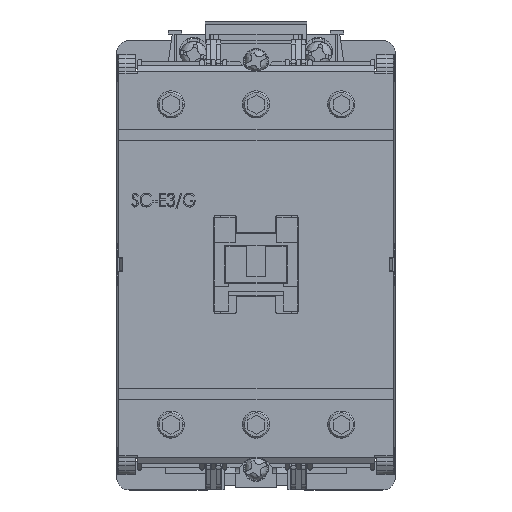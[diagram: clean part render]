
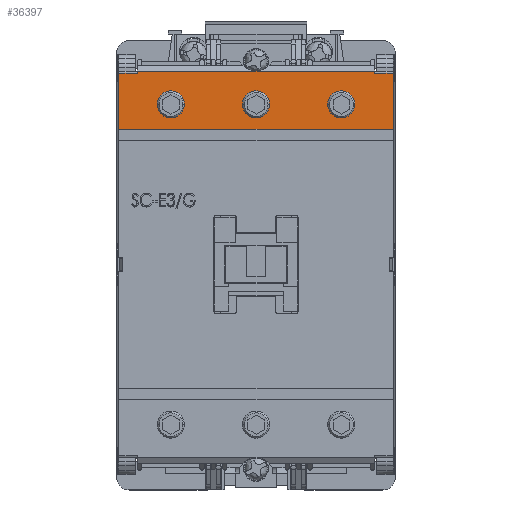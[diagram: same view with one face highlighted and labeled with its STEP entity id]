
A CAD part, top view. The second image highlights one B-rep face of the part: STEP entity #36397.
In plain terms, the highlighted planar face has unit normal (0, 0, 1).
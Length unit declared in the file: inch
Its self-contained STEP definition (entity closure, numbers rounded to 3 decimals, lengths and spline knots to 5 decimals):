
#450 = ORIENTED_EDGE ( 'NONE', *, *, #42325, .T. ) ;
#4755 = VERTEX_POINT ( 'NONE', #10985 ) ;
#5931 = CARTESIAN_POINT ( 'NONE',  ( 1.29921, 1.81102, 4.92126 ) ) ;
#6829 = DIRECTION ( 'NONE',  ( 1., 0., 0. ) ) ;
#8703 = CARTESIAN_POINT ( 'NONE',  ( 0.12795, 1.51575, 4.92126 ) ) ;
#8754 = AXIS2_PLACEMENT_3D ( 'NONE', #43139, #129728, #55584 ) ;
#10985 = CARTESIAN_POINT ( 'NONE',  ( 0.93504, 1.51575, 4.92126 ) ) ;
#13327 = FACE_OUTER_BOUND ( 'NONE', #76242, .T. ) ;
#16731 = CARTESIAN_POINT ( 'NONE',  ( -1.29921, 1.83071, 4.92126 ) ) ;
#17132 = CARTESIAN_POINT ( 'NONE',  ( -0.67913, 1.51575, 4.92126 ) ) ;
#17578 = ORIENTED_EDGE ( 'NONE', *, *, #43051, .T. ) ;
#18618 = ORIENTED_EDGE ( 'NONE', *, *, #64029, .T. ) ;
#20528 = DIRECTION ( 'NONE',  ( -1., 0., 0. ) ) ;
#20816 = CARTESIAN_POINT ( 'NONE',  ( 1.12205, 0., 4.92126 ) ) ;
#22364 = EDGE_CURVE ( 'NONE', #47016, #85885, #149748, .T. ) ;
#22728 = VECTOR ( 'NONE', #6829, 39.37008 ) ;
#24346 = DIRECTION ( 'NONE',  ( 0., -1., 0. ) ) ;
#25830 = CARTESIAN_POINT ( 'NONE',  ( -1.12205, 1.83071, 4.92126 ) ) ;
#25878 = CIRCLE ( 'NONE', #153801, 0.12795 ) ;
#27053 = LINE ( 'NONE', #20816, #36712 ) ;
#28399 = DIRECTION ( 'NONE',  ( -1., 0., 0. ) ) ;
#28447 = CARTESIAN_POINT ( 'NONE',  ( -1.29921, 1.27953, 4.92126 ) ) ;
#28587 = ORIENTED_EDGE ( 'NONE', *, *, #40625, .T. ) ;
#29715 = AXIS2_PLACEMENT_3D ( 'NONE', #117991, #43814, #130415 ) ;
#30369 = VECTOR ( 'NONE', #24346, 39.37008 ) ;
#30897 = DIRECTION ( 'NONE',  ( 0., 0., -1. ) ) ;
#31481 = VECTOR ( 'NONE', #61851, 39.37008 ) ;
#33251 = DIRECTION ( 'NONE',  ( 0., -1., 0. ) ) ;
#33458 = CARTESIAN_POINT ( 'NONE',  ( -1.29921, 1.81102, 4.92126 ) ) ;
#34246 = VERTEX_POINT ( 'NONE', #156590 ) ;
#36397 = ADVANCED_FACE ( 'NONE', ( #141198, #108300, #42429, #13327 ), #125613, .T. ) ;
#36562 = ORIENTED_EDGE ( 'NONE', *, *, #113235, .T. ) ;
#36712 = VECTOR ( 'NONE', #33251, 39.37008 ) ;
#38920 = VERTEX_POINT ( 'NONE', #25830 ) ;
#39575 = CARTESIAN_POINT ( 'NONE',  ( -1.29921, 1.81102, 4.92126 ) ) ;
#40625 = EDGE_CURVE ( 'NONE', #34246, #142765, #42914, .T. ) ;
#42050 = AXIS2_PLACEMENT_3D ( 'NONE', #39575, #126128, #51974 ) ;
#42325 = EDGE_CURVE ( 'NONE', #38920, #159601, #130288, .T. ) ;
#42429 = FACE_BOUND ( 'NONE', #136289, .T. ) ;
#42914 = LINE ( 'NONE', #145223, #137792 ) ;
#43051 = EDGE_CURVE ( 'NONE', #50863, #4755, #147139, .T. ) ;
#43139 = CARTESIAN_POINT ( 'NONE',  ( 0., 1.51575, 4.92126 ) ) ;
#43814 = DIRECTION ( 'NONE',  ( 0., 0., -1. ) ) ;
#45866 = AXIS2_PLACEMENT_3D ( 'NONE', #127816, #53650, #140247 ) ;
#45945 = DIRECTION ( 'NONE',  ( -1., 0., 0. ) ) ;
#47016 = VERTEX_POINT ( 'NONE', #154214 ) ;
#47442 = CARTESIAN_POINT ( 'NONE',  ( -1.29921, 1.81102, 4.92126 ) ) ;
#48336 = ORIENTED_EDGE ( 'NONE', *, *, #51528, .T. ) ;
#49854 = VECTOR ( 'NONE', #20528, 39.37008 ) ;
#50011 = VERTEX_POINT ( 'NONE', #103089 ) ;
#50734 = EDGE_LOOP ( 'NONE', ( #101619, #36562 ) ) ;
#50863 = VERTEX_POINT ( 'NONE', #132159 ) ;
#51528 = EDGE_CURVE ( 'NONE', #159601, #73998, #151571, .T. ) ;
#51974 = DIRECTION ( 'NONE',  ( 0., -1., 0. ) ) ;
#52126 = EDGE_CURVE ( 'NONE', #47016, #50011, #27053, .T. ) ;
#52848 = EDGE_CURVE ( 'NONE', #73998, #104158, #158248, .T. ) ;
#53650 = DIRECTION ( 'NONE',  ( 0., 0., -1. ) ) ;
#55239 = ORIENTED_EDGE ( 'NONE', *, *, #84376, .T. ) ;
#55584 = DIRECTION ( 'NONE',  ( 1., 0., 0. ) ) ;
#56572 = VECTOR ( 'NONE', #45945, 39.37008 ) ;
#58587 = DIRECTION ( 'NONE',  ( 0., 1., 0. ) ) ;
#60876 = CIRCLE ( 'NONE', #45866, 0.12795 ) ;
#61851 = DIRECTION ( 'NONE',  ( 0., -1., 0. ) ) ;
#64029 = EDGE_CURVE ( 'NONE', #104158, #34246, #117656, .T. ) ;
#65966 = DIRECTION ( 'NONE',  ( 0., 0., -1. ) ) ;
#67641 = ORIENTED_EDGE ( 'NONE', *, *, #146908, .T. ) ;
#69484 = CARTESIAN_POINT ( 'NONE',  ( -0.80709, 1.51575, 4.92126 ) ) ;
#71303 = CARTESIAN_POINT ( 'NONE',  ( -0.93504, 1.51575, 4.92126 ) ) ;
#71502 = EDGE_CURVE ( 'NONE', #142765, #50011, #90596, .T. ) ;
#73675 = CIRCLE ( 'NONE', #29715, 0.12795 ) ;
#73998 = VERTEX_POINT ( 'NONE', #47442 ) ;
#76242 = EDGE_LOOP ( 'NONE', ( #113621, #136917, #55239, #450, #48336, #125367, #18618, #28587, #98065 ) ) ;
#79011 = ORIENTED_EDGE ( 'NONE', *, *, #100747, .T. ) ;
#79125 = VERTEX_POINT ( 'NONE', #8703 ) ;
#81080 = CIRCLE ( 'NONE', #155432, 0.12795 ) ;
#81966 = DIRECTION ( 'NONE',  ( 1., 0., 0. ) ) ;
#82358 = CARTESIAN_POINT ( 'NONE',  ( -1.29921, 1.81102, 4.92126 ) ) ;
#83899 = VECTOR ( 'NONE', #103442, 39.37008 ) ;
#84376 = EDGE_CURVE ( 'NONE', #85885, #38920, #139213, .T. ) ;
#85212 = CARTESIAN_POINT ( 'NONE',  ( 0., 1.83071, 4.92126 ) ) ;
#85885 = VERTEX_POINT ( 'NONE', #85212 ) ;
#86880 = AXIS2_PLACEMENT_3D ( 'NONE', #140063, #65966, #152606 ) ;
#90596 = LINE ( 'NONE', #82358, #49854 ) ;
#91168 = CARTESIAN_POINT ( 'NONE',  ( -0.12795, 1.51575, 4.92126 ) ) ;
#94131 = CARTESIAN_POINT ( 'NONE',  ( -1.29921, 1.27953, 4.92126 ) ) ;
#98065 = ORIENTED_EDGE ( 'NONE', *, *, #71502, .T. ) ;
#99146 = CARTESIAN_POINT ( 'NONE',  ( -1.12205, 1.81102, 4.92126 ) ) ;
#100747 = EDGE_CURVE ( 'NONE', #158327, #79125, #146624, .T. ) ;
#101619 = ORIENTED_EDGE ( 'NONE', *, *, #146801, .T. ) ;
#102488 = VECTOR ( 'NONE', #28399, 39.37008 ) ;
#103089 = CARTESIAN_POINT ( 'NONE',  ( 1.12205, 1.81102, 4.92126 ) ) ;
#103442 = DIRECTION ( 'NONE',  ( -1., 0., 0. ) ) ;
#104158 = VERTEX_POINT ( 'NONE', #28447 ) ;
#105094 = CARTESIAN_POINT ( 'NONE',  ( 0., 1.51575, 4.92126 ) ) ;
#108300 = FACE_BOUND ( 'NONE', #50734, .T. ) ;
#111003 = CARTESIAN_POINT ( 'NONE',  ( -1.29921, 1.81102, 4.92126 ) ) ;
#111647 = CARTESIAN_POINT ( 'NONE',  ( -1.12205, 0., 4.92126 ) ) ;
#113235 = EDGE_CURVE ( 'NONE', #128848, #147492, #81080, .T. ) ;
#113621 = ORIENTED_EDGE ( 'NONE', *, *, #52126, .F. ) ;
#113993 = CARTESIAN_POINT ( 'NONE',  ( -1.29921, 1.83071, 4.92126 ) ) ;
#117541 = DIRECTION ( 'NONE',  ( 1., 0., 0. ) ) ;
#117656 = LINE ( 'NONE', #94131, #22728 ) ;
#117991 = CARTESIAN_POINT ( 'NONE',  ( 0.80709, 1.51575, 4.92126 ) ) ;
#122487 = ORIENTED_EDGE ( 'NONE', *, *, #138637, .T. ) ;
#125367 = ORIENTED_EDGE ( 'NONE', *, *, #52848, .T. ) ;
#125613 = PLANE ( 'NONE',  #42050 ) ;
#126128 = DIRECTION ( 'NONE',  ( 0., 0., 1. ) ) ;
#127816 = CARTESIAN_POINT ( 'NONE',  ( -0.80709, 1.51575, 4.92126 ) ) ;
#128848 = VERTEX_POINT ( 'NONE', #71303 ) ;
#129728 = DIRECTION ( 'NONE',  ( 0., 0., -1. ) ) ;
#130288 = LINE ( 'NONE', #111647, #31481 ) ;
#130415 = DIRECTION ( 'NONE',  ( 1., 0., 0. ) ) ;
#132159 = CARTESIAN_POINT ( 'NONE',  ( 0.67913, 1.51575, 4.92126 ) ) ;
#136289 = EDGE_LOOP ( 'NONE', ( #122487, #17578 ) ) ;
#136917 = ORIENTED_EDGE ( 'NONE', *, *, #22364, .T. ) ;
#137792 = VECTOR ( 'NONE', #58587, 39.37008 ) ;
#138637 = EDGE_CURVE ( 'NONE', #4755, #50863, #73675, .T. ) ;
#139213 = LINE ( 'NONE', #113993, #102488 ) ;
#140063 = CARTESIAN_POINT ( 'NONE',  ( 0.80709, 1.51575, 4.92126 ) ) ;
#140247 = DIRECTION ( 'NONE',  ( 1., 0., 0. ) ) ;
#141198 = FACE_BOUND ( 'NONE', #146258, .T. ) ;
#142765 = VERTEX_POINT ( 'NONE', #5931 ) ;
#145223 = CARTESIAN_POINT ( 'NONE',  ( 1.29921, 1.81102, 4.92126 ) ) ;
#146258 = EDGE_LOOP ( 'NONE', ( #67641, #79011 ) ) ;
#146624 = CIRCLE ( 'NONE', #8754, 0.12795 ) ;
#146801 = EDGE_CURVE ( 'NONE', #147492, #128848, #60876, .T. ) ;
#146908 = EDGE_CURVE ( 'NONE', #79125, #158327, #25878, .T. ) ;
#147139 = CIRCLE ( 'NONE', #86880, 0.12795 ) ;
#147492 = VERTEX_POINT ( 'NONE', #17132 ) ;
#149748 = LINE ( 'NONE', #16731, #83899 ) ;
#151571 = LINE ( 'NONE', #33458, #56572 ) ;
#152606 = DIRECTION ( 'NONE',  ( 1., 0., 0. ) ) ;
#153801 = AXIS2_PLACEMENT_3D ( 'NONE', #105094, #30897, #117541 ) ;
#154214 = CARTESIAN_POINT ( 'NONE',  ( 1.12205, 1.83071, 4.92126 ) ) ;
#155432 = AXIS2_PLACEMENT_3D ( 'NONE', #69484, #156089, #81966 ) ;
#156089 = DIRECTION ( 'NONE',  ( 0., 0., -1. ) ) ;
#156590 = CARTESIAN_POINT ( 'NONE',  ( 1.29921, 1.27953, 4.92126 ) ) ;
#158248 = LINE ( 'NONE', #111003, #30369 ) ;
#158327 = VERTEX_POINT ( 'NONE', #91168 ) ;
#159601 = VERTEX_POINT ( 'NONE', #99146 ) ;
